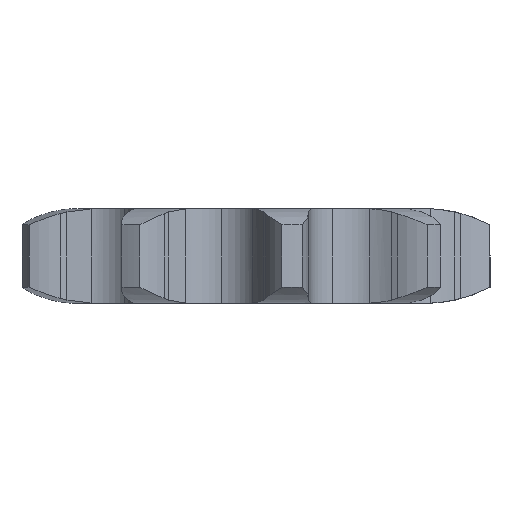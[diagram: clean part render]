
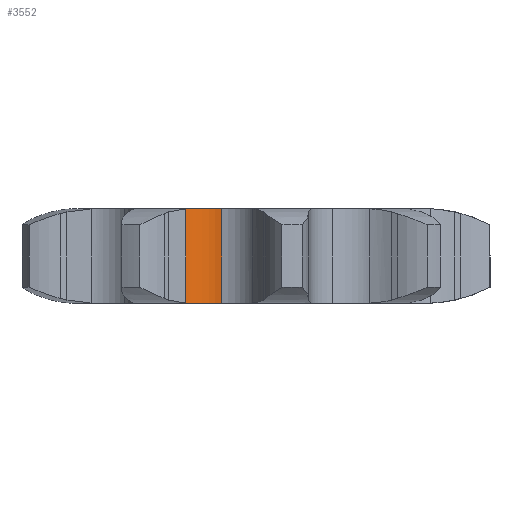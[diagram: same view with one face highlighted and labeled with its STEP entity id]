
A CAD part, left-side view. The second image highlights one B-rep face of the part: STEP entity #3552.
In plain terms, the highlighted cylindrical face has radius 14.078 mm (diameter 28.156 mm), a partial arc.
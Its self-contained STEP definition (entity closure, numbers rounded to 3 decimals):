
#457 = PLANE('',#458);
#458 = AXIS2_PLACEMENT_3D('',#459,#460,#461);
#459 = CARTESIAN_POINT('',(0.001,0.,29.4));
#460 = DIRECTION('',(0.,0.,1.));
#461 = DIRECTION('',(1.,0.,0.));
#625 = PLANE('',#626);
#626 = AXIS2_PLACEMENT_3D('',#627,#628,#629);
#627 = CARTESIAN_POINT('',(0.001,0.,0.));
#628 = DIRECTION('',(0.,0.,1.));
#629 = DIRECTION('',(1.,0.,0.));
#1018 = VERTEX_POINT('',#1019);
#1019 = CARTESIAN_POINT('',(-51.097,16.928,29.4));
#1034 = TOROIDAL_SURFACE('',#1035,53.828,44.);
#1035 = AXIS2_PLACEMENT_3D('',#1036,#1037,#1038);
#1036 = CARTESIAN_POINT('',(0.,0.,-14.6
    ));
#1037 = DIRECTION('',(0.,0.,1.));
#1038 = DIRECTION('',(1.,0.,0.));
#1046 = EDGE_CURVE('',#1047,#1018,#1049,.T.);
#1047 = VERTEX_POINT('',#1048);
#1048 = CARTESIAN_POINT('',(-50.13,8.839,29.4));
#1049 = SURFACE_CURVE('',#1050,(#1055,#1062),.PCURVE_S1.);
#1050 = CIRCLE('',#1051,14.078);
#1051 = AXIS2_PLACEMENT_3D('',#1052,#1053,#1054);
#1052 = CARTESIAN_POINT('',(-63.994,11.284,29.4));
#1053 = DIRECTION('',(-0.,0.,1.));
#1054 = DIRECTION('',(0.985,-0.174,0.));
#1055 = PCURVE('',#457,#1056);
#1056 = DEFINITIONAL_REPRESENTATION('',(#1057),#1061);
#1057 = CIRCLE('',#1058,14.078);
#1058 = AXIS2_PLACEMENT_2D('',#1059,#1060);
#1059 = CARTESIAN_POINT('',(-63.996,11.284));
#1060 = DIRECTION('',(0.985,-0.174));
#1061 = ( GEOMETRIC_REPRESENTATION_CONTEXT(2) 
PARAMETRIC_REPRESENTATION_CONTEXT() REPRESENTATION_CONTEXT('2D SPACE',''
  ) );
#1062 = PCURVE('',#1063,#1068);
#1063 = CYLINDRICAL_SURFACE('',#1064,14.078);
#1064 = AXIS2_PLACEMENT_3D('',#1065,#1066,#1067);
#1065 = CARTESIAN_POINT('',(-63.994,11.284,0.));
#1066 = DIRECTION('',(0.,0.,-1.));
#1067 = DIRECTION('',(0.985,-0.174,0.));
#1068 = DEFINITIONAL_REPRESENTATION('',(#1069),#1073);
#1069 = LINE('',#1070,#1071);
#1070 = CARTESIAN_POINT('',(-0.,-29.4));
#1071 = VECTOR('',#1072,1.);
#1072 = DIRECTION('',(-1.,0.));
#1073 = ( GEOMETRIC_REPRESENTATION_CONTEXT(2) 
PARAMETRIC_REPRESENTATION_CONTEXT() REPRESENTATION_CONTEXT('2D SPACE',''
  ) );
#1092 = CYLINDRICAL_SURFACE('',#1093,14.078);
#1093 = AXIS2_PLACEMENT_3D('',#1094,#1095,#1096);
#1094 = CARTESIAN_POINT('',(-63.994,11.284,0.));
#1095 = DIRECTION('',(0.,0.,-1.));
#1096 = DIRECTION('',(0.525,-0.851,0.));
#1901 = VERTEX_POINT('',#1902);
#1902 = CARTESIAN_POINT('',(-51.097,16.928,
    0.));
#1917 = TOROIDAL_SURFACE('',#1918,53.828,44.);
#1918 = AXIS2_PLACEMENT_3D('',#1919,#1920,#1921);
#1919 = CARTESIAN_POINT('',(0.,0.,44.)
  );
#1920 = DIRECTION('',(0.,0.,1.));
#1921 = DIRECTION('',(1.,0.,0.));
#1929 = EDGE_CURVE('',#1930,#1901,#1932,.T.);
#1930 = VERTEX_POINT('',#1931);
#1931 = CARTESIAN_POINT('',(-50.13,8.839,0.));
#1932 = SURFACE_CURVE('',#1933,(#1938,#1945),.PCURVE_S1.);
#1933 = CIRCLE('',#1934,14.078);
#1934 = AXIS2_PLACEMENT_3D('',#1935,#1936,#1937);
#1935 = CARTESIAN_POINT('',(-63.994,11.284,0.));
#1936 = DIRECTION('',(-0.,0.,1.));
#1937 = DIRECTION('',(0.985,-0.174,0.));
#1938 = PCURVE('',#625,#1939);
#1939 = DEFINITIONAL_REPRESENTATION('',(#1940),#1944);
#1940 = CIRCLE('',#1941,14.078);
#1941 = AXIS2_PLACEMENT_2D('',#1942,#1943);
#1942 = CARTESIAN_POINT('',(-63.996,11.284));
#1943 = DIRECTION('',(0.985,-0.174));
#1944 = ( GEOMETRIC_REPRESENTATION_CONTEXT(2) 
PARAMETRIC_REPRESENTATION_CONTEXT() REPRESENTATION_CONTEXT('2D SPACE',''
  ) );
#1945 = PCURVE('',#1063,#1946);
#1946 = DEFINITIONAL_REPRESENTATION('',(#1947),#1951);
#1947 = LINE('',#1948,#1949);
#1948 = CARTESIAN_POINT('',(-0.,0.));
#1949 = VECTOR('',#1950,1.);
#1950 = DIRECTION('',(-1.,0.));
#1951 = ( GEOMETRIC_REPRESENTATION_CONTEXT(2) 
PARAMETRIC_REPRESENTATION_CONTEXT() REPRESENTATION_CONTEXT('2D SPACE',''
  ) );
#3258 = VERTEX_POINT('',#3259);
#3259 = CARTESIAN_POINT('',(-52.951,20.016,
    29.312));
#3281 = PLANE('',#3282);
#3282 = AXIS2_PLACEMENT_3D('',#3283,#3284,#3285);
#3283 = CARTESIAN_POINT('',(-52.951,20.016,0.));
#3284 = DIRECTION('',(-0.717,-0.697,0.));
#3285 = DIRECTION('',(-0.697,0.717,0.));
#3297 = EDGE_CURVE('',#3258,#1018,#3298,.T.);
#3298 = SURFACE_CURVE('',#3299,(#3307,#3318),.PCURVE_S1.);
#3299 = B_SPLINE_CURVE_WITH_KNOTS('',6,(#3300,#3301,#3302,#3303,#3304,
    #3305,#3306),.UNSPECIFIED.,.F.,.F.,(7,7),(0.,1.),
  .PIECEWISE_BEZIER_KNOTS.);
#3300 = CARTESIAN_POINT('',(-52.951,20.016,
    29.312));
#3301 = CARTESIAN_POINT('',(-52.579,19.544,
    29.345));
#3302 = CARTESIAN_POINT('',(-52.23,19.054,
    29.369));
#3303 = CARTESIAN_POINT('',(-51.906,18.545,
    29.386));
#3304 = CARTESIAN_POINT('',(-51.609,18.019,
    29.396));
#3305 = CARTESIAN_POINT('',(-51.339,17.48,29.4));
#3306 = CARTESIAN_POINT('',(-51.097,16.928,29.4));
#3307 = PCURVE('',#1034,#3308);
#3308 = DEFINITIONAL_REPRESENTATION('',(#3309),#3317);
#3309 = B_SPLINE_CURVE_WITH_KNOTS('',6,(#3310,#3311,#3312,#3313,#3314,
    #3315,#3316),.UNSPECIFIED.,.F.,.F.,(7,7),(0.,1.),
  .PIECEWISE_BEZIER_KNOTS.);
#3310 = CARTESIAN_POINT('',(2.78,1.508));
#3311 = CARTESIAN_POINT('',(2.786,1.519));
#3312 = CARTESIAN_POINT('',(2.792,1.531));
#3313 = CARTESIAN_POINT('',(2.798,1.542));
#3314 = CARTESIAN_POINT('',(2.806,1.552));
#3315 = CARTESIAN_POINT('',(2.813,1.562));
#3316 = CARTESIAN_POINT('',(2.822,1.571));
#3317 = ( GEOMETRIC_REPRESENTATION_CONTEXT(2) 
PARAMETRIC_REPRESENTATION_CONTEXT() REPRESENTATION_CONTEXT('2D SPACE',''
  ) );
#3318 = PCURVE('',#1063,#3319);
#3319 = DEFINITIONAL_REPRESENTATION('',(#3320),#3328);
#3320 = B_SPLINE_CURVE_WITH_KNOTS('',6,(#3321,#3322,#3323,#3324,#3325,
    #3326,#3327),.UNSPECIFIED.,.F.,.F.,(7,7),(0.,1.),
  .PIECEWISE_BEZIER_KNOTS.);
#3321 = CARTESIAN_POINT('',(-0.844,-29.312));
#3322 = CARTESIAN_POINT('',(-0.801,-29.345));
#3323 = CARTESIAN_POINT('',(-0.758,-29.369));
#3324 = CARTESIAN_POINT('',(-0.715,-29.386));
#3325 = CARTESIAN_POINT('',(-0.673,-29.396));
#3326 = CARTESIAN_POINT('',(-0.63,-29.4));
#3327 = CARTESIAN_POINT('',(-0.587,-29.4));
#3328 = ( GEOMETRIC_REPRESENTATION_CONTEXT(2) 
PARAMETRIC_REPRESENTATION_CONTEXT() REPRESENTATION_CONTEXT('2D SPACE',''
  ) );
#3552 = ADVANCED_FACE('',(#3553),#1063,.F.);
#3553 = FACE_BOUND('',#3554,.T.);
#3554 = EDGE_LOOP('',(#3555,#3556,#3577,#3578,#3579,#3602));
#3555 = ORIENTED_EDGE('',*,*,#1929,.F.);
#3556 = ORIENTED_EDGE('',*,*,#3557,.T.);
#3557 = EDGE_CURVE('',#1930,#1047,#3558,.T.);
#3558 = SURFACE_CURVE('',#3559,(#3563,#3570),.PCURVE_S1.);
#3559 = LINE('',#3560,#3561);
#3560 = CARTESIAN_POINT('',(-50.13,8.839,0.));
#3561 = VECTOR('',#3562,1.);
#3562 = DIRECTION('',(0.,0.,1.));
#3563 = PCURVE('',#1063,#3564);
#3564 = DEFINITIONAL_REPRESENTATION('',(#3565),#3569);
#3565 = LINE('',#3566,#3567);
#3566 = CARTESIAN_POINT('',(-0.,0.));
#3567 = VECTOR('',#3568,1.);
#3568 = DIRECTION('',(-0.,-1.));
#3569 = ( GEOMETRIC_REPRESENTATION_CONTEXT(2) 
PARAMETRIC_REPRESENTATION_CONTEXT() REPRESENTATION_CONTEXT('2D SPACE',''
  ) );
#3570 = PCURVE('',#1092,#3571);
#3571 = DEFINITIONAL_REPRESENTATION('',(#3572),#3576);
#3572 = LINE('',#3573,#3574);
#3573 = CARTESIAN_POINT('',(-0.844,0.));
#3574 = VECTOR('',#3575,1.);
#3575 = DIRECTION('',(-0.,-1.));
#3576 = ( GEOMETRIC_REPRESENTATION_CONTEXT(2) 
PARAMETRIC_REPRESENTATION_CONTEXT() REPRESENTATION_CONTEXT('2D SPACE',''
  ) );
#3577 = ORIENTED_EDGE('',*,*,#1046,.T.);
#3578 = ORIENTED_EDGE('',*,*,#3297,.F.);
#3579 = ORIENTED_EDGE('',*,*,#3580,.F.);
#3580 = EDGE_CURVE('',#3581,#3258,#3583,.T.);
#3581 = VERTEX_POINT('',#3582);
#3582 = CARTESIAN_POINT('',(-52.951,20.016,
    0.088));
#3583 = SURFACE_CURVE('',#3584,(#3588,#3595),.PCURVE_S1.);
#3584 = LINE('',#3585,#3586);
#3585 = CARTESIAN_POINT('',(-52.951,20.016,0.));
#3586 = VECTOR('',#3587,1.);
#3587 = DIRECTION('',(0.,0.,1.));
#3588 = PCURVE('',#1063,#3589);
#3589 = DEFINITIONAL_REPRESENTATION('',(#3590),#3594);
#3590 = LINE('',#3591,#3592);
#3591 = CARTESIAN_POINT('',(-0.844,0.));
#3592 = VECTOR('',#3593,1.);
#3593 = DIRECTION('',(-0.,-1.));
#3594 = ( GEOMETRIC_REPRESENTATION_CONTEXT(2) 
PARAMETRIC_REPRESENTATION_CONTEXT() REPRESENTATION_CONTEXT('2D SPACE',''
  ) );
#3595 = PCURVE('',#3281,#3596);
#3596 = DEFINITIONAL_REPRESENTATION('',(#3597),#3601);
#3597 = LINE('',#3598,#3599);
#3598 = CARTESIAN_POINT('',(0.,0.));
#3599 = VECTOR('',#3600,1.);
#3600 = DIRECTION('',(0.,-1.));
#3601 = ( GEOMETRIC_REPRESENTATION_CONTEXT(2) 
PARAMETRIC_REPRESENTATION_CONTEXT() REPRESENTATION_CONTEXT('2D SPACE',''
  ) );
#3602 = ORIENTED_EDGE('',*,*,#3603,.F.);
#3603 = EDGE_CURVE('',#1901,#3581,#3604,.T.);
#3604 = SURFACE_CURVE('',#3605,(#3613,#3624),.PCURVE_S1.);
#3605 = B_SPLINE_CURVE_WITH_KNOTS('',6,(#3606,#3607,#3608,#3609,#3610,
    #3611,#3612),.UNSPECIFIED.,.F.,.F.,(7,7),(0.,1.),
  .PIECEWISE_BEZIER_KNOTS.);
#3606 = CARTESIAN_POINT('',(-51.097,16.928,
    0.));
#3607 = CARTESIAN_POINT('',(-51.339,17.48,
    0.));
#3608 = CARTESIAN_POINT('',(-51.609,18.019,
    0.004));
#3609 = CARTESIAN_POINT('',(-51.906,18.545,
    0.014));
#3610 = CARTESIAN_POINT('',(-52.23,19.054,
    0.031));
#3611 = CARTESIAN_POINT('',(-52.579,19.544,
    0.055));
#3612 = CARTESIAN_POINT('',(-52.951,20.016,
    0.088));
#3613 = PCURVE('',#1063,#3614);
#3614 = DEFINITIONAL_REPRESENTATION('',(#3615),#3623);
#3615 = B_SPLINE_CURVE_WITH_KNOTS('',6,(#3616,#3617,#3618,#3619,#3620,
    #3621,#3622),.UNSPECIFIED.,.F.,.F.,(7,7),(0.,1.),
  .PIECEWISE_BEZIER_KNOTS.);
#3616 = CARTESIAN_POINT('',(-0.587,0.));
#3617 = CARTESIAN_POINT('',(-0.63,0.));
#3618 = CARTESIAN_POINT('',(-0.673,-0.004));
#3619 = CARTESIAN_POINT('',(-0.715,-0.014));
#3620 = CARTESIAN_POINT('',(-0.758,-0.031));
#3621 = CARTESIAN_POINT('',(-0.801,-0.055));
#3622 = CARTESIAN_POINT('',(-0.844,-0.088));
#3623 = ( GEOMETRIC_REPRESENTATION_CONTEXT(2) 
PARAMETRIC_REPRESENTATION_CONTEXT() REPRESENTATION_CONTEXT('2D SPACE',''
  ) );
#3624 = PCURVE('',#1917,#3625);
#3625 = DEFINITIONAL_REPRESENTATION('',(#3626),#3634);
#3626 = B_SPLINE_CURVE_WITH_KNOTS('',6,(#3627,#3628,#3629,#3630,#3631,
    #3632,#3633),.UNSPECIFIED.,.F.,.F.,(7,7),(0.,1.),
  .PIECEWISE_BEZIER_KNOTS.);
#3627 = CARTESIAN_POINT('',(2.822,4.712));
#3628 = CARTESIAN_POINT('',(2.813,4.722));
#3629 = CARTESIAN_POINT('',(2.806,4.731));
#3630 = CARTESIAN_POINT('',(2.798,4.742));
#3631 = CARTESIAN_POINT('',(2.792,4.753));
#3632 = CARTESIAN_POINT('',(2.786,4.764));
#3633 = CARTESIAN_POINT('',(2.78,4.776));
#3634 = ( GEOMETRIC_REPRESENTATION_CONTEXT(2) 
PARAMETRIC_REPRESENTATION_CONTEXT() REPRESENTATION_CONTEXT('2D SPACE',''
  ) );
